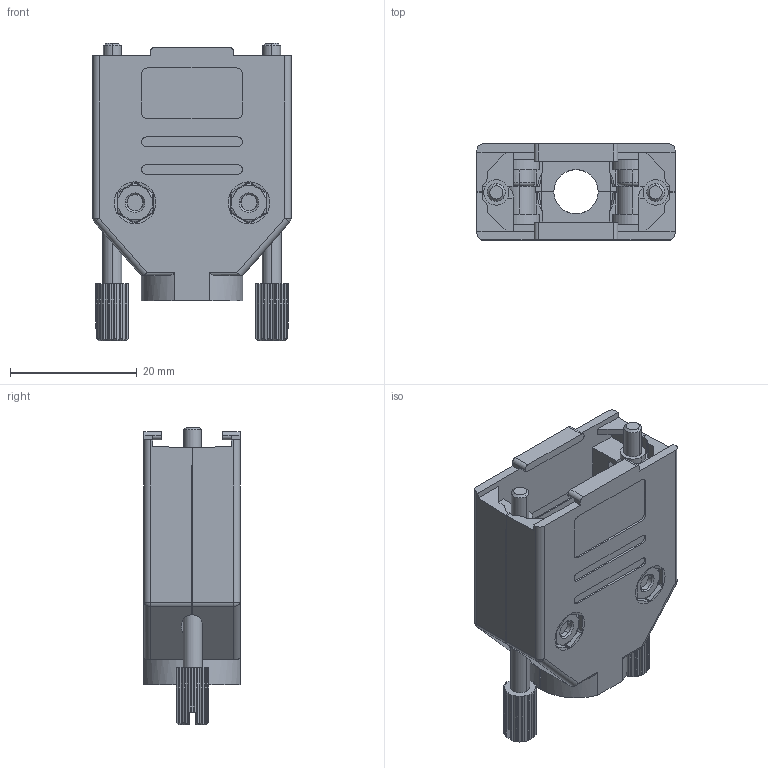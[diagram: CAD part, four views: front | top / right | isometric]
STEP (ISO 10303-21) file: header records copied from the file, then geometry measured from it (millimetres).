
FILE_DESCRIPTION (( 'STEP AP214' ), '1' );
FILE_NAME ('6688-9581.STEP', '2022-09-23T12:59:40', ( '' ), ( '' ), 'SwSTEP 2.0', 'SolidWorks 2021', '' );
FILE_SCHEMA (( 'AUTOMOTIVE_DESIGN' ));
Length unit declared in the file: millimetre
Products named in the file (7): 6826-0142-02; 6805-0101-11; 6522-0121-05 (7mm); 6805-0101-01; 6688-9581; 6855-0303-11; 6855-0304-11
Assembly tree (10 placements, depth 2):
  6688-9581
    6805-0101-11
    6522-0121-05 (7mm)  x2
    6805-0101-01
    6826-0142-02  x2
    6855-0303-11  x2
    6855-0304-11  x2
Bounding box: 31.3 x 15.2 x 47 mm (x, y, z)
Volume: 7777.5 mm3; surface area: 12227 mm2
Topology: 10 solids, 10 shells, 868 faces, 2372 edges, 1546 vertices
Faces by surface type: plane 526, cylinder 242, cone 46, bspline 26, torus 24, sphere 4
Entity records: 20845 total; most frequent: CARTESIAN_POINT 4494, ORIENTED_EDGE 3466, DIRECTION 3253, EDGE_CURVE 1733, VERTEX_POINT 1131, VECTOR 1113, LINE 1113, AXIS2_PLACEMENT_3D 1070
